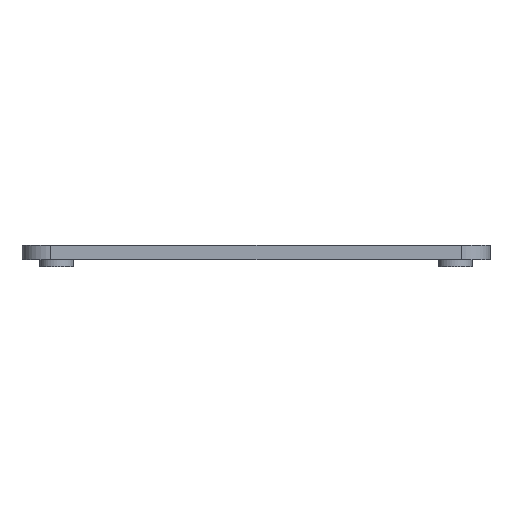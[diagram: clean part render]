
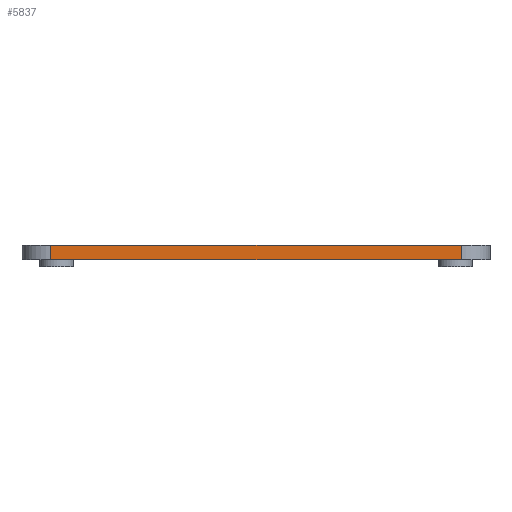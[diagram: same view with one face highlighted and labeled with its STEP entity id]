
A CAD part, left-side view. The second image highlights one B-rep face of the part: STEP entity #5837.
In plain terms, the highlighted planar face has unit normal (-1, 0, 0).
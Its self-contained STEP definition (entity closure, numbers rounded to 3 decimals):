
#1309=FACE_OUTER_BOUND('',#1591,.T.);
#1591=EDGE_LOOP('',(#4303,#4304,#4305,#4306));
#2355=LINE('',#8868,#2635);
#2356=LINE('',#8871,#2636);
#2357=LINE('',#8873,#2637);
#2358=LINE('',#8874,#2638);
#2635=VECTOR('',#7033,10.);
#2636=VECTOR('',#7036,10.);
#2637=VECTOR('',#7037,10.);
#2638=VECTOR('',#7038,10.);
#2925=VERTEX_POINT('',#8861);
#2928=VERTEX_POINT('',#8866);
#2929=VERTEX_POINT('',#8870);
#2930=VERTEX_POINT('',#8872);
#3475=EDGE_CURVE('',#2925,#2928,#2355,.T.);
#3476=EDGE_CURVE('',#2929,#2925,#2356,.T.);
#3477=EDGE_CURVE('',#2930,#2928,#2357,.T.);
#3478=EDGE_CURVE('',#2929,#2930,#2358,.T.);
#4303=ORIENTED_EDGE('',*,*,#3476,.T.);
#4304=ORIENTED_EDGE('',*,*,#3475,.T.);
#4305=ORIENTED_EDGE('',*,*,#3477,.F.);
#4306=ORIENTED_EDGE('',*,*,#3478,.F.);
#5803=PLANE('',#6157);
#5837=ADVANCED_FACE('',(#1309),#5803,.T.);
#6157=AXIS2_PLACEMENT_3D('',#8869,#7034,#7035);
#7033=DIRECTION('',(0.,0.,1.));
#7034=DIRECTION('center_axis',(-1.,0.,0.));
#7035=DIRECTION('ref_axis',(0.,-1.,0.));
#7036=DIRECTION('',(0.,-1.,0.));
#7037=DIRECTION('',(0.,-1.,0.));
#7038=DIRECTION('',(0.,0.,1.));
#8861=CARTESIAN_POINT('',(0.,10.,0.));
#8866=CARTESIAN_POINT('',(0.,10.,5.));
#8868=CARTESIAN_POINT('',(0.,10.,0.));
#8869=CARTESIAN_POINT('Origin',(0.,152.,0.));
#8870=CARTESIAN_POINT('',(0.,152.,0.));
#8871=CARTESIAN_POINT('',(0.,162.,0.));
#8872=CARTESIAN_POINT('',(0.,152.,5.));
#8873=CARTESIAN_POINT('',(0.,162.,5.));
#8874=CARTESIAN_POINT('',(0.,152.,0.));
